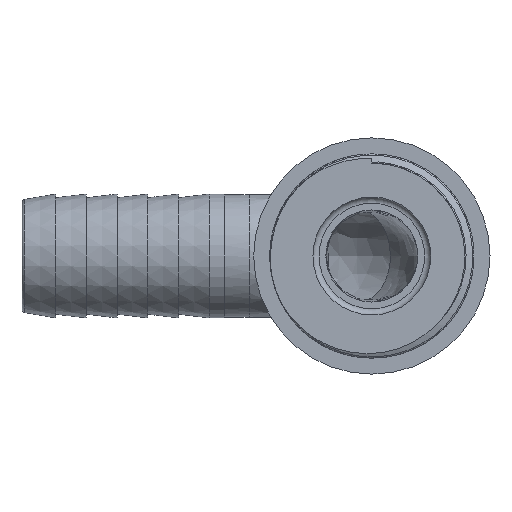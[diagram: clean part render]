
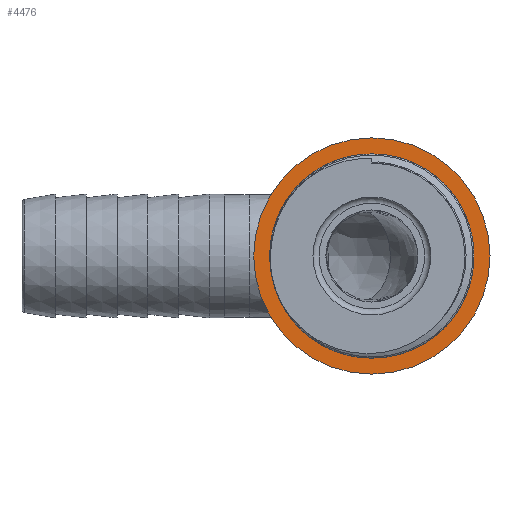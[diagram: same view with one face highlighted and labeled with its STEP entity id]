
A CAD part, front view. The second image highlights one B-rep face of the part: STEP entity #4476.
In plain terms, the highlighted planar face has unit normal (0, -1, 0).
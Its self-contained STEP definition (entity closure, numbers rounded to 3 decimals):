
#8 = EDGE_CURVE ( 'NONE', #650, #650, #3926, .T. ) ;
#13 = EDGE_CURVE ( 'NONE', #1548, #1550, #4425, .T. ) ;
#650 = VERTEX_POINT ( 'NONE', #651 ) ;
#651 = CARTESIAN_POINT ( 'NONE',  ( 37.75, -36.5, 0. ) ) ;
#1016 = DIRECTION ( 'NONE',  ( -1., 0., 0. ) ) ;
#1017 = DIRECTION ( 'NONE',  ( 0., 1., 0. ) ) ;
#1019 = PLANE ( 'NONE',  #3874 ) ;
#1026 = FACE_OUTER_BOUND ( 'NONE', #1649, .T. ) ;
#1030 = CARTESIAN_POINT ( 'NONE',  ( 72.145, -36.5, 0. ) ) ;
#1047 = FACE_BOUND ( 'NONE', #1819, .T. ) ;
#1548 = VERTEX_POINT ( 'NONE', #1664 ) ;
#1550 = VERTEX_POINT ( 'NONE', #1659 ) ;
#1563 = VERTEX_POINT ( 'NONE', #1645 ) ;
#1645 = CARTESIAN_POINT ( 'NONE',  ( 66.165, -36.5, 12.057 ) ) ;
#1649 = EDGE_LOOP ( 'NONE', ( #1904 ) ) ;
#1659 = CARTESIAN_POINT ( 'NONE',  ( 68.288, -36.5, 10.097 ) ) ;
#1664 = CARTESIAN_POINT ( 'NONE',  ( 66.177, -36.5, 12.072 ) ) ;
#1668 = CARTESIAN_POINT ( 'NONE',  ( 68.288, -36.5, 10.097 ) ) ;
#1670 = CARTESIAN_POINT ( 'NONE',  ( 66.177, -36.5, 12.072 ) ) ;
#1680 = CARTESIAN_POINT ( 'NONE',  ( 66.941, -36.5, 11.481 ) ) ;
#1681 = CARTESIAN_POINT ( 'NONE',  ( 67.648, -36.5, 10.82 ) ) ;
#1727 = DIRECTION ( 'NONE',  ( -1., 0., 0. ) ) ;
#1787 = CARTESIAN_POINT ( 'NONE',  ( 57., -36.5, 0. ) ) ;
#1788 = DIRECTION ( 'NONE',  ( 0., 1., 0. ) ) ;
#1819 = EDGE_LOOP ( 'NONE', ( #1918, #1912, #1853 ) ) ;
#1853 = ORIENTED_EDGE ( 'NONE', *, *, #13, .T. ) ;
#1904 = ORIENTED_EDGE ( 'NONE', *, *, #8, .F. ) ;
#1912 = ORIENTED_EDGE ( 'NONE', *, *, #4451, .T. ) ;
#1918 = ORIENTED_EDGE ( 'NONE', *, *, #4444, .T. ) ;
#3321 = DIRECTION ( 'NONE',  ( 0.605, 0., 0.796 ) ) ;
#3322 = CARTESIAN_POINT ( 'NONE',  ( 62.547, -36.5, 7.296 ) ) ;
#3323 = LINE ( 'NONE', #3322, #3946 ) ;
#3497 = DIRECTION ( 'NONE',  ( -1., 0., 0. ) ) ;
#3498 = DIRECTION ( 'NONE',  ( 0., 1., 0. ) ) ;
#3499 = CARTESIAN_POINT ( 'NONE',  ( 57., -36.5, 0. ) ) ;
#3874 = AXIS2_PLACEMENT_3D ( 'NONE', #1030, #1017, #1016 ) ;
#3926 = CIRCLE ( 'NONE', #3955, 19.25 ) ;
#3930 = CIRCLE ( 'NONE', #3949, 15.145 ) ;
#3946 = VECTOR ( 'NONE', #3321, 1000. ) ;
#3949 = AXIS2_PLACEMENT_3D ( 'NONE', #3499, #3498, #3497 ) ;
#3955 = AXIS2_PLACEMENT_3D ( 'NONE', #1787, #1788, #1727 ) ;
#4425 = B_SPLINE_CURVE_WITH_KNOTS ( 'NONE', 3,
 ( #1670, #1680, #1681, #1668 ),
 .UNSPECIFIED., .F., .F.,
 ( 4, 4 ),
 ( 0., 0.003 ),
 .UNSPECIFIED. ) ;
#4444 = EDGE_CURVE ( 'NONE', #1550, #1563, #3930, .T. ) ;
#4451 = EDGE_CURVE ( 'NONE', #1563, #1548, #3323, .T. ) ;
#4476 = ADVANCED_FACE ( 'NONE', ( #1026, #1047 ), #1019, .F. ) ;
